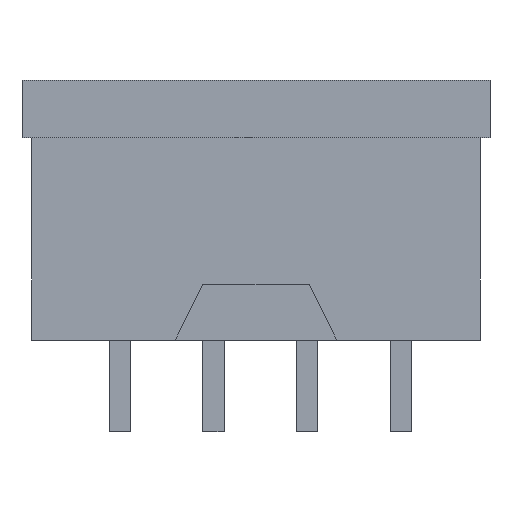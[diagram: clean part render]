
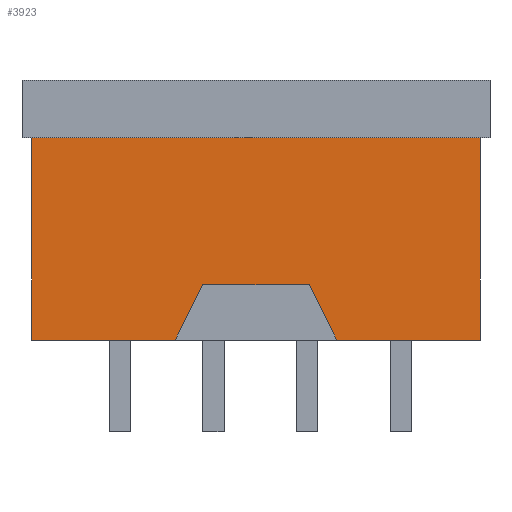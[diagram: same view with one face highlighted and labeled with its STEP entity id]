
A CAD part, front view. The second image highlights one B-rep face of the part: STEP entity #3923.
In plain terms, the highlighted planar face has unit normal (0, -1, 0).
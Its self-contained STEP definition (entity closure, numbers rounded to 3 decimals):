
#188 = VERTEX_POINT ( 'NONE', #2515 ) ;
#467 = VERTEX_POINT ( 'NONE', #3148 ) ;
#569 = ORIENTED_EDGE ( 'NONE', *, *, #1177, .F. ) ;
#713 = EDGE_CURVE ( 'NONE', #188, #950, #3667, .T. ) ;
#950 = VERTEX_POINT ( 'NONE', #4245 ) ;
#1177 = EDGE_CURVE ( 'NONE', #2047, #2645, #4710, .T. ) ;
#1308 = ORIENTED_EDGE ( 'NONE', *, *, #4001, .F. ) ;
#1441 = EDGE_CURVE ( 'NONE', #7172, #950, #5223, .T. ) ;
#1454 = ORIENTED_EDGE ( 'NONE', *, *, #4134, .F. ) ;
#1502 = ORIENTED_EDGE ( 'NONE', *, *, #1441, .F. ) ;
#1624 = VERTEX_POINT ( 'NONE', #5571 ) ;
#1885 = ORIENTED_EDGE ( 'NONE', *, *, #11327, .T. ) ;
#2047 = VERTEX_POINT ( 'NONE', #6378 ) ;
#2098 = EDGE_LOOP ( 'NONE', ( #1454, #3399, #2115, #1885, #10766, #1502, #1308, #569 ) ) ;
#2115 = ORIENTED_EDGE ( 'NONE', *, *, #10901, .F. ) ;
#2515 = CARTESIAN_POINT ( 'NONE',  ( 10.55, -12.75, 0. ) ) ;
#2645 = VERTEX_POINT ( 'NONE', #6653 ) ;
#2763 = EDGE_CURVE ( 'NONE', #10843, #1624, #6681, .T. ) ;
#3148 = CARTESIAN_POINT ( 'NONE',  ( 10.55, -12.75, -9.5 ) ) ;
#3399 = ORIENTED_EDGE ( 'NONE', *, *, #2763, .F. ) ;
#3667 = LINE ( 'NONE', #3668, #3669 ) ;
#3668 = CARTESIAN_POINT ( 'NONE',  ( 10.55, -12.75, 0. ) ) ;
#3669 = VECTOR ( 'NONE', #3670, 1000. ) ;
#3670 = DIRECTION ( 'NONE',  ( -1., 0., 0. ) ) ;
#3923 = ADVANCED_FACE ( 'NONE', ( #7575 ), #7576, .F. ) ;
#4001 = EDGE_CURVE ( 'NONE', #2645, #7172, #7649, .T. ) ;
#4134 = EDGE_CURVE ( 'NONE', #1624, #2047, #7736, .T. ) ;
#4245 = CARTESIAN_POINT ( 'NONE',  ( -10.55, -12.75, 0. ) ) ;
#4710 = LINE ( 'NONE', #4711, #4712 ) ;
#4711 = CARTESIAN_POINT ( 'NONE',  ( -3.8, -12.75, -9.5 ) ) ;
#4712 = VECTOR ( 'NONE', #4713, 1000. ) ;
#4713 = DIRECTION ( 'NONE',  ( -0.447, 0., -0.894 ) ) ;
#5223 = LINE ( 'NONE', #5224, #5226 ) ;
#5224 = CARTESIAN_POINT ( 'NONE',  ( -10.55, -12.75, -9.5 ) ) ;
#5226 = VECTOR ( 'NONE', #5227, 1000. ) ;
#5227 = DIRECTION ( 'NONE',  ( 0., 0., 1. ) ) ;
#5571 = CARTESIAN_POINT ( 'NONE',  ( 2.5, -12.75, -6.9 ) ) ;
#6378 = CARTESIAN_POINT ( 'NONE',  ( -2.5, -12.75, -6.9 ) ) ;
#6653 = CARTESIAN_POINT ( 'NONE',  ( -3.8, -12.75, -9.5 ) ) ;
#6681 = LINE ( 'NONE', #6682, #6683 ) ;
#6682 = CARTESIAN_POINT ( 'NONE',  ( 2.5, -12.75, -6.9 ) ) ;
#6683 = VECTOR ( 'NONE', #6684, 1000. ) ;
#6684 = DIRECTION ( 'NONE',  ( -0.447, 0., 0.894 ) ) ;
#7172 = VERTEX_POINT ( 'NONE', #9253 ) ;
#7202 = CARTESIAN_POINT ( 'NONE',  ( 3.8, -12.75, -9.5 ) ) ;
#7380 = LINE ( 'NONE', #7381, #7390 ) ;
#7381 = CARTESIAN_POINT ( 'NONE',  ( 10.55, -12.75, -9.5 ) ) ;
#7390 = VECTOR ( 'NONE', #7391, 1000. ) ;
#7391 = DIRECTION ( 'NONE',  ( -1., 0., 0. ) ) ;
#7575 = FACE_OUTER_BOUND ( 'NONE', #2098, .T. ) ;
#7576 = PLANE ( 'NONE',  #7577 ) ;
#7577 = AXIS2_PLACEMENT_3D ( 'NONE', #7578, #7579, #7582 ) ;
#7578 = CARTESIAN_POINT ( 'NONE',  ( 10.55, -12.75, -9.5 ) ) ;
#7579 = DIRECTION ( 'NONE',  ( 0., 1., 0. ) ) ;
#7582 = DIRECTION ( 'NONE',  ( 0., 0., 1. ) ) ;
#7649 = LINE ( 'NONE', #7650, #7651 ) ;
#7650 = CARTESIAN_POINT ( 'NONE',  ( 10.55, -12.75, -9.5 ) ) ;
#7651 = VECTOR ( 'NONE', #7652, 1000. ) ;
#7652 = DIRECTION ( 'NONE',  ( -1., 0., 0. ) ) ;
#7736 = LINE ( 'NONE', #7737, #7738 ) ;
#7737 = CARTESIAN_POINT ( 'NONE',  ( -2.5, -12.75, -6.9 ) ) ;
#7738 = VECTOR ( 'NONE', #7739, 1000. ) ;
#7739 = DIRECTION ( 'NONE',  ( -1., 0., 0. ) ) ;
#8340 = LINE ( 'NONE', #8341, #8342 ) ;
#8341 = CARTESIAN_POINT ( 'NONE',  ( 10.55, -12.75, -9.5 ) ) ;
#8342 = VECTOR ( 'NONE', #8343, 1000. ) ;
#8343 = DIRECTION ( 'NONE',  ( 0., 0., 1. ) ) ;
#9253 = CARTESIAN_POINT ( 'NONE',  ( -10.55, -12.75, -9.5 ) ) ;
#10766 = ORIENTED_EDGE ( 'NONE', *, *, #713, .T. ) ;
#10843 = VERTEX_POINT ( 'NONE', #7202 ) ;
#10901 = EDGE_CURVE ( 'NONE', #467, #10843, #7380, .T. ) ;
#11327 = EDGE_CURVE ( 'NONE', #467, #188, #8340, .T. ) ;
